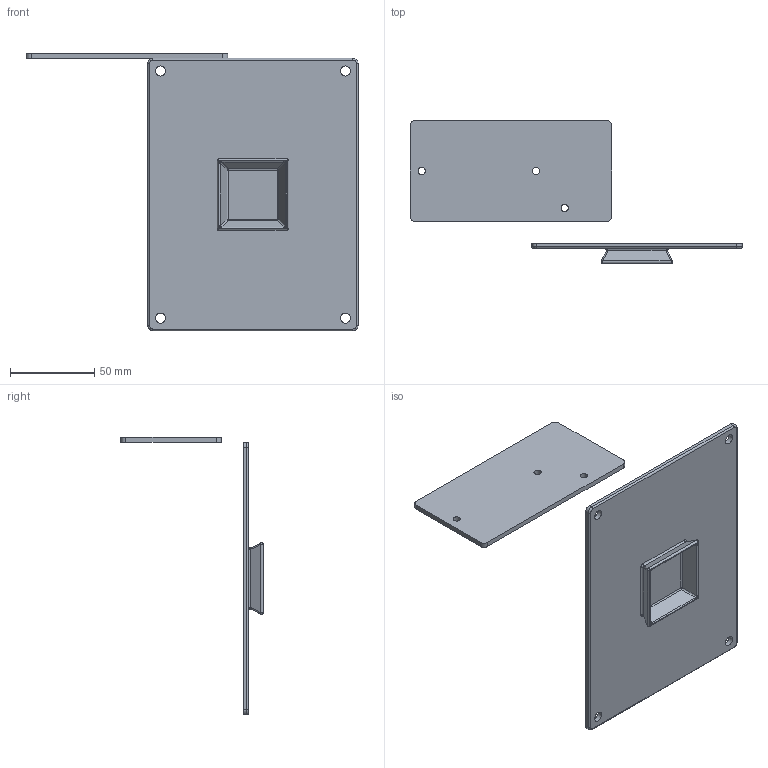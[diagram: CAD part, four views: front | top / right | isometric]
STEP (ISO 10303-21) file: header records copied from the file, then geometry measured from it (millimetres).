
FILE_DESCRIPTION(('FreeCAD Model'),'2;1');
FILE_NAME('Open CASCADE Shape Model','2025-02-27T12:21:46',('Author'),( ''),'Open CASCADE STEP processor 7.6','FreeCAD','Unknown');
FILE_SCHEMA(('AUTOMOTIVE_DESIGN { 1 0 10303 214 1 1 1 1 }'));
Length unit declared in the file: millimetre
Products named in the file (3): rsu_gps_antenna_holder; rsu_holder; gps_antenna_holder
Assembly tree (2 placements, depth 2):
  rsu_gps_antenna_holder
    rsu_holder
    gps_antenna_holder
Bounding box: 197.5 x 84.8 x 165 mm (x, y, z)
Volume: 84697.4 mm3; surface area: 59994.7 mm2
Topology: 2 solids, 2 shells, 85 faces, 197 edges, 110 vertices
Faces by surface type: cylinder 35, plane 22, bspline 16, sphere 8, torus 4
Full cylindrical faces by diameter (mm): 4.3 x3, 6 x4
Entity records: 5844 total; most frequent: CARTESIAN_POINT 2235, DIRECTION 592, ORIENTED_EDGE 378, PCURVE 378, DEFINITIONAL_REPRESENTATION 378, LINE 302, VECTOR 302, EDGE_CURVE 189
